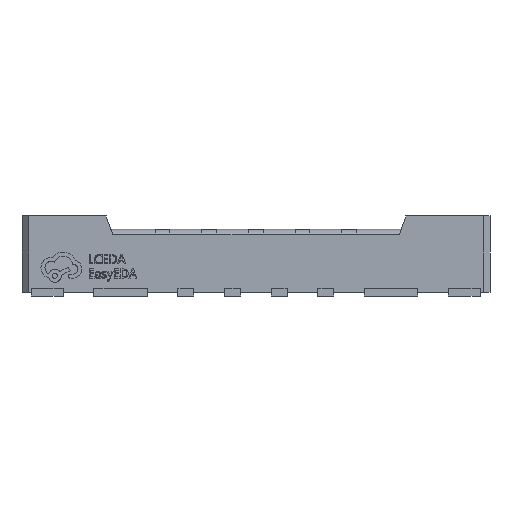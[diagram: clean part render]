
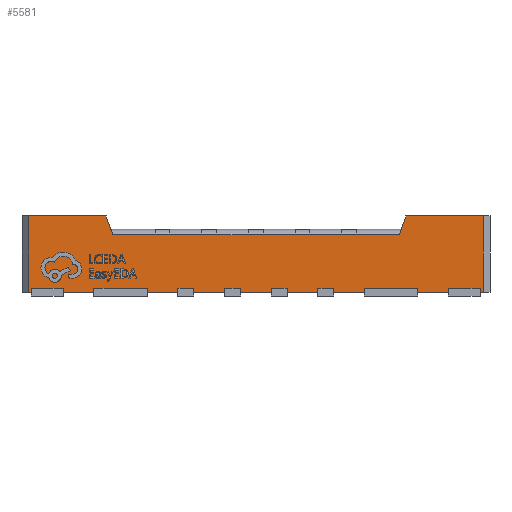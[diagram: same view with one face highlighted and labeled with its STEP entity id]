
A CAD part, front view. The second image highlights one B-rep face of the part: STEP entity #5581.
In plain terms, the highlighted planar face has unit normal (0, -1, 0).
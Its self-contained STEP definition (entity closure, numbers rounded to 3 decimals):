
#4191=VERTEX_POINT('',#4192);
#4192=CARTESIAN_POINT('',(-1.705,-0.74,0.601));
#4198=EDGE_CURVE('',#4191,#4199,#4201,.F.);
#4199=VERTEX_POINT('',#4200);
#4200=CARTESIAN_POINT('',(-1.125,-0.74,0.601));
#4201=LINE('',#4202,#4203);
#4202=CARTESIAN_POINT('',(-1.755,-0.74,0.601));
#4203=VECTOR('',#4204,1.0);
#4204=DIRECTION('',(-1.0,0.,0.));
#4262=EDGE_CURVE('',#4199,#4263,#4265,.F.);
#4263=VERTEX_POINT('',#4264);
#4264=CARTESIAN_POINT('',(-1.075,-0.74,0.46));
#4265=LINE('',#4266,#4267);
#4266=CARTESIAN_POINT('',(-1.075,-0.74,0.46));
#4267=VECTOR('',#4268,1.0);
#4268=DIRECTION('',(-0.336,0.,0.942));
#4289=EDGE_CURVE('',#4263,#4290,#4292,.F.);
#4290=VERTEX_POINT('',#4291);
#4291=CARTESIAN_POINT('',(1.075,-0.74,0.46));
#4292=LINE('',#4293,#4294);
#4293=CARTESIAN_POINT('',(-1.755,-0.74,0.46));
#4294=VECTOR('',#4295,1.0);
#4295=DIRECTION('',(-1.0,0.,0.));
#5564=VERTEX_POINT('',#5565);
#5565=CARTESIAN_POINT('',(-1.705,-0.74,0.03));
#5571=EDGE_CURVE('',#5564,#4191,#5572,.F.);
#5572=LINE('',#5573,#5574);
#5573=CARTESIAN_POINT('',(-1.705,-0.74,0.03));
#5574=VECTOR('',#5575,1.0);
#5575=DIRECTION('',(0.,0.,-1.0));
#5581=ADVANCED_FACE('',(#5582),#5618,.T.);
#5582=FACE_BOUND('',#5583,.T.);
#5583=EDGE_LOOP('',(#5584,#5592,#5600,#5608,#5614,#5615,#5616,#5617));
#5584=ORIENTED_EDGE('',*,*,#5585,.T.);
#5585=EDGE_CURVE('',#5564,#5586,#5588,.T.);
#5586=VERTEX_POINT('',#5587);
#5587=CARTESIAN_POINT('',(1.705,-0.74,0.03));
#5588=LINE('',#5589,#5590);
#5589=CARTESIAN_POINT('',(-1.755,-0.74,0.03));
#5590=VECTOR('',#5591,1.0);
#5591=DIRECTION('',(1.0,0.,0.));
#5592=ORIENTED_EDGE('',*,*,#5593,.T.);
#5593=EDGE_CURVE('',#5586,#5594,#5596,.F.);
#5594=VERTEX_POINT('',#5595);
#5595=CARTESIAN_POINT('',(1.705,-0.74,0.601));
#5596=LINE('',#5597,#5598);
#5597=CARTESIAN_POINT('',(1.705,-0.74,0.315));
#5598=VECTOR('',#5599,1.0);
#5599=DIRECTION('',(0.,0.,-1.0));
#5600=ORIENTED_EDGE('',*,*,#5601,.T.);
#5601=EDGE_CURVE('',#5594,#5602,#5604,.T.);
#5602=VERTEX_POINT('',#5603);
#5603=CARTESIAN_POINT('',(1.126,-0.74,0.601));
#5604=LINE('',#5605,#5606);
#5605=CARTESIAN_POINT('',(-1.755,-0.74,0.601));
#5606=VECTOR('',#5607,1.0);
#5607=DIRECTION('',(-1.0,0.,0.));
#5608=ORIENTED_EDGE('',*,*,#5609,.T.);
#5609=EDGE_CURVE('',#5602,#4290,#5610,.T.);
#5610=LINE('',#5611,#5612);
#5611=CARTESIAN_POINT('',(1.125,-0.74,0.6));
#5612=VECTOR('',#5613,1.0);
#5613=DIRECTION('',(-0.336,0.,-0.942));
#5614=ORIENTED_EDGE('',*,*,#4289,.F.);
#5615=ORIENTED_EDGE('',*,*,#4262,.F.);
#5616=ORIENTED_EDGE('',*,*,#4198,.F.);
#5617=ORIENTED_EDGE('',*,*,#5571,.F.);
#5618=PLANE('',#5619);
#5619=AXIS2_PLACEMENT_3D('',#5620,#5621,#5622);
#5620=CARTESIAN_POINT('',(-1.755,-0.74,0.03));
#5621=DIRECTION('',(0.,-1.0,0.0));
#5622=DIRECTION('',(-1.0,0.,0.));
